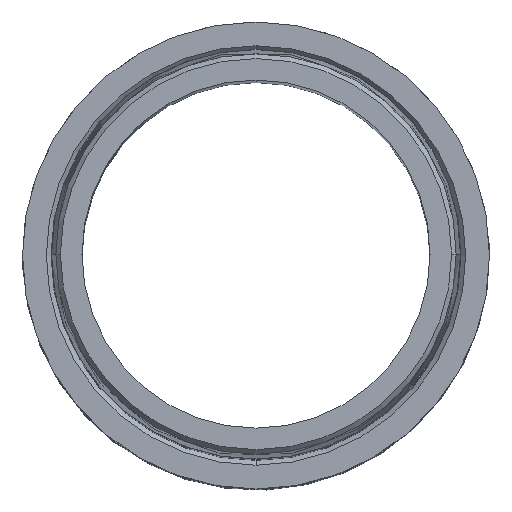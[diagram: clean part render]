
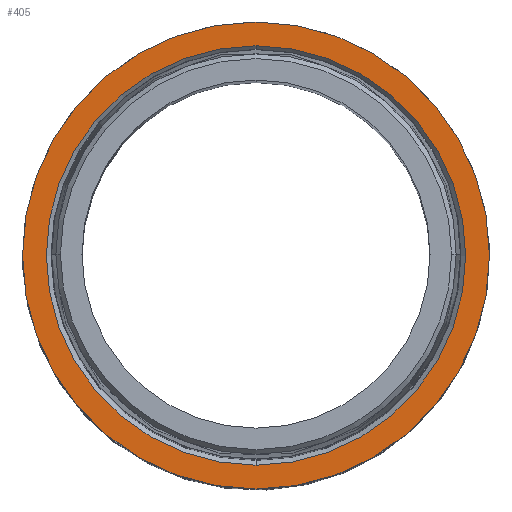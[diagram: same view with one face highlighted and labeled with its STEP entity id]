
A CAD part, top view. The second image highlights one B-rep face of the part: STEP entity #405.
In plain terms, the highlighted planar face has unit normal (0, 0, 1).
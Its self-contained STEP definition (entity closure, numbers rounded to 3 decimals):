
#243 = VERTEX_POINT ( 'NONE', #903 ) ;
#245 = EDGE_CURVE ( 'NONE', #243, #246, #902, .T. ) ;
#246 = VERTEX_POINT ( 'NONE', #897 ) ;
#286 = VERTEX_POINT ( 'NONE', #950 ) ;
#288 = EDGE_CURVE ( 'NONE', #289, #286, #948, .T. ) ;
#289 = VERTEX_POINT ( 'NONE', #943 ) ;
#337 = EDGE_LOOP ( 'NONE', ( #338, #600 ) ) ;
#338 = ORIENTED_EDGE ( 'NONE', *, *, #350, .F. ) ;
#350 = EDGE_CURVE ( 'NONE', #246, #243, #1184, .T. ) ;
#360 = ORIENTED_EDGE ( 'NONE', *, *, #288, .T. ) ;
#405 = ADVANCED_FACE ( 'NONE', ( #1143, #1142 ), #1141, .F. ) ;
#438 = ORIENTED_EDGE ( 'NONE', *, *, #534, .T. ) ;
#533 = EDGE_LOOP ( 'NONE', ( #360, #438 ) ) ;
#534 = EDGE_CURVE ( 'NONE', #286, #289, #1249, .T. ) ;
#600 = ORIENTED_EDGE ( 'NONE', *, *, #245, .F. ) ;
#897 = CARTESIAN_POINT ( 'NONE',  ( 0., -21.687, 0. ) ) ;
#898 = DIRECTION ( 'NONE',  ( 0., -1., 0. ) ) ;
#899 = DIRECTION ( 'NONE',  ( 0., 0., 1. ) ) ;
#900 = CARTESIAN_POINT ( 'NONE',  ( 0., 0., 0. ) ) ;
#901 = AXIS2_PLACEMENT_3D ( 'NONE', #900, #899, #898 ) ;
#902 = CIRCLE ( 'NONE', #901, 21.687 ) ;
#903 = CARTESIAN_POINT ( 'NONE',  ( 0., 21.687, 0. ) ) ;
#943 = CARTESIAN_POINT ( 'NONE',  ( 0., -24.15, 0. ) ) ;
#944 = DIRECTION ( 'NONE',  ( 0., -1., 0. ) ) ;
#945 = DIRECTION ( 'NONE',  ( 0., 0., 1. ) ) ;
#946 = CARTESIAN_POINT ( 'NONE',  ( 0., 0., 0. ) ) ;
#947 = AXIS2_PLACEMENT_3D ( 'NONE', #946, #945, #944 ) ;
#948 = CIRCLE ( 'NONE', #947, 24.15 ) ;
#950 = CARTESIAN_POINT ( 'NONE',  ( 0., 24.15, 0. ) ) ;
#1137 = DIRECTION ( 'NONE',  ( 0., -1., 0. ) ) ;
#1138 = DIRECTION ( 'NONE',  ( 0., 0., 1. ) ) ;
#1139 = CARTESIAN_POINT ( 'NONE',  ( 0., 0., 0. ) ) ;
#1140 = AXIS2_PLACEMENT_3D ( 'NONE', #1139, #1138, #1137 ) ;
#1141 = PLANE ( 'NONE',  #1279 ) ;
#1142 = FACE_BOUND ( 'NONE', #337, .T. ) ;
#1143 = FACE_OUTER_BOUND ( 'NONE', #533, .T. ) ;
#1184 = CIRCLE ( 'NONE', #1140, 21.687 ) ;
#1214 = DIRECTION ( 'NONE',  ( 0., -1., 0. ) ) ;
#1215 = DIRECTION ( 'NONE',  ( 0., 0., 1. ) ) ;
#1216 = CARTESIAN_POINT ( 'NONE',  ( 0., 0., 0. ) ) ;
#1248 = AXIS2_PLACEMENT_3D ( 'NONE', #1216, #1215, #1214 ) ;
#1249 = CIRCLE ( 'NONE', #1248, 24.15 ) ;
#1276 = DIRECTION ( 'NONE',  ( 0., 1., 0. ) ) ;
#1277 = DIRECTION ( 'NONE',  ( 0., 0., -1. ) ) ;
#1278 = CARTESIAN_POINT ( 'NONE',  ( 0., 24.15, 0. ) ) ;
#1279 = AXIS2_PLACEMENT_3D ( 'NONE', #1278, #1277, #1276 ) ;
